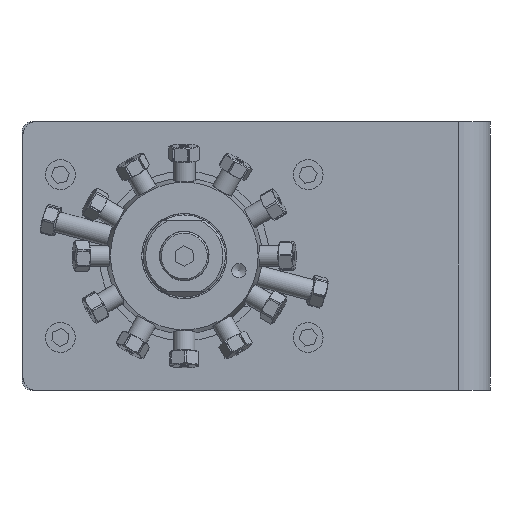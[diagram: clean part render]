
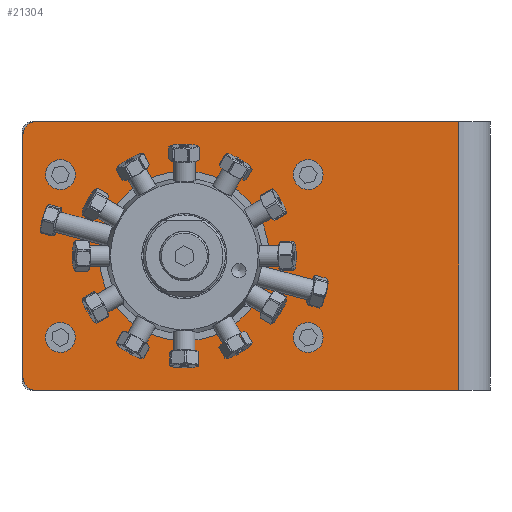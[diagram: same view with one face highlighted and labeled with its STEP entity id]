
A CAD part, left-side view. The second image highlights one B-rep face of the part: STEP entity #21304.
In plain terms, the highlighted planar face has unit normal (-1, 0, 0).
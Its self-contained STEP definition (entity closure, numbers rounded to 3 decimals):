
#20819=CARTESIAN_POINT('',(-91.75,70.593,-117.3));
#20820=VERTEX_POINT('',#20819);
#20821=CARTESIAN_POINT('',(-91.75,73.643,-114.25));
#20822=VERTEX_POINT('',#20821);
#20823=CARTESIAN_POINT('',(-91.75,70.593,-114.25));
#20824=DIRECTION('',(1.0,0.0,0.0));
#20825=DIRECTION('',(0.0,0.707,-0.707));
#20826=AXIS2_PLACEMENT_3D('',#20823,#20824,#20825);
#20827=CIRCLE('',#20826,3.05);
#20828=EDGE_CURVE('',#20820,#20822,#20827,.T.);
#20863=CARTESIAN_POINT('',(-91.75,73.643,-60.025));
#20864=VERTEX_POINT('',#20863);
#20878=CARTESIAN_POINT('',(-91.75,73.643,-60.025));
#20879=DIRECTION('',(0.0,0.0,-1.0));
#20880=VECTOR('',#20879,54.225);
#20881=LINE('',#20878,#20880);
#20882=EDGE_CURVE('',#20864,#20822,#20881,.T.);
#20892=CARTESIAN_POINT('',(-91.75,-24.147,-117.3));
#20893=VERTEX_POINT('',#20892);
#20903=CARTESIAN_POINT('',(-91.75,70.593,-117.3));
#20904=DIRECTION('',(0.0,-1.0,0.0));
#20905=VECTOR('',#20904,94.74);
#20906=LINE('',#20903,#20905);
#20907=EDGE_CURVE('',#20820,#20893,#20906,.T.);
#20948=CARTESIAN_POINT('',(-91.75,37.448,-68.1));
#20949=VERTEX_POINT('',#20948);
#20950=CARTESIAN_POINT('',(-91.75,37.448,-87.15));
#20951=DIRECTION('',(1.0,0.0,0.0));
#20952=DIRECTION('',(0.0,0.0,1.0));
#20953=AXIS2_PLACEMENT_3D('',#20950,#20951,#20952);
#20954=CIRCLE('',#20953,19.05);
#20955=EDGE_CURVE('',#20949,#20949,#20954,.T.);
#20976=CARTESIAN_POINT('',(-91.75,70.593,-56.975));
#20977=VERTEX_POINT('',#20976);
#20978=CARTESIAN_POINT('',(-91.75,70.593,-60.025));
#20979=DIRECTION('',(1.0,0.0,0.0));
#20980=DIRECTION('',(0.0,0.707,0.707));
#20981=AXIS2_PLACEMENT_3D('',#20978,#20979,#20980);
#20982=CIRCLE('',#20981,3.05);
#20983=EDGE_CURVE('',#20864,#20977,#20982,.T.);
#21232=CARTESIAN_POINT('',(-91.75,73.643,-56.975));
#21233=DIRECTION('',(-1.0,0.0,0.0));
#21234=DIRECTION('',(0.0,0.0,1.0));
#21235=AXIS2_PLACEMENT_3D('',#21232,#21233,#21234);
#21236=PLANE('',#21235);
#21237=CARTESIAN_POINT('',(-91.75,-24.147,-56.975));
#21238=VERTEX_POINT('',#21237);
#21239=CARTESIAN_POINT('',(-91.75,-24.147,-56.975));
#21240=DIRECTION('',(0.0,0.0,-1.0));
#21241=VECTOR('',#21240,60.325);
#21242=LINE('',#21239,#21241);
#21243=EDGE_CURVE('',#21238,#20893,#21242,.T.);
#21244=ORIENTED_EDGE('',*,*,#21243,.F.);
#21245=CARTESIAN_POINT('',(-91.75,70.593,-56.975));
#21246=DIRECTION('',(0.0,-1.0,0.0));
#21247=VECTOR('',#21246,94.74);
#21248=LINE('',#21245,#21247);
#21249=EDGE_CURVE('',#20977,#21238,#21248,.T.);
#21250=ORIENTED_EDGE('',*,*,#21249,.F.);
#21251=ORIENTED_EDGE('',*,*,#20983,.F.);
#21252=ORIENTED_EDGE('',*,*,#20882,.T.);
#21253=ORIENTED_EDGE('',*,*,#20828,.F.);
#21254=ORIENTED_EDGE('',*,*,#20907,.T.);
#21255=EDGE_LOOP('',(#21244,#21250,#21251,#21252,#21253,#21254));
#21256=FACE_OUTER_BOUND('',#21255,.T.);
#21257=ORIENTED_EDGE('',*,*,#20955,.T.);
#21258=EDGE_LOOP('',(#21257));
#21259=FACE_BOUND('',#21258,.T.);
#21260=CARTESIAN_POINT('',(-91.75,65.235,-103.19));
#21261=VERTEX_POINT('',#21260);
#21262=CARTESIAN_POINT('',(-91.75,65.235,-105.412));
#21263=DIRECTION('',(1.0,0.0,0.0));
#21264=DIRECTION('',(0.0,0.0,1.0));
#21265=AXIS2_PLACEMENT_3D('',#21262,#21263,#21264);
#21266=CIRCLE('',#21265,2.223);
#21267=EDGE_CURVE('',#21261,#21261,#21266,.T.);
#21268=ORIENTED_EDGE('',*,*,#21267,.T.);
#21269=EDGE_LOOP('',(#21268));
#21270=FACE_BOUND('',#21269,.T.);
#21271=CARTESIAN_POINT('',(-91.75,65.235,-66.665));
#21272=VERTEX_POINT('',#21271);
#21273=CARTESIAN_POINT('',(-91.75,65.235,-68.887));
#21274=DIRECTION('',(1.0,0.0,0.0));
#21275=DIRECTION('',(0.0,0.0,1.0));
#21276=AXIS2_PLACEMENT_3D('',#21273,#21274,#21275);
#21277=CIRCLE('',#21276,2.223);
#21278=EDGE_CURVE('',#21272,#21272,#21277,.T.);
#21279=ORIENTED_EDGE('',*,*,#21278,.T.);
#21280=EDGE_LOOP('',(#21279));
#21281=FACE_BOUND('',#21280,.T.);
#21282=CARTESIAN_POINT('',(-91.75,9.66,-66.665));
#21283=VERTEX_POINT('',#21282);
#21284=CARTESIAN_POINT('',(-91.75,9.66,-68.887));
#21285=DIRECTION('',(1.0,0.0,0.0));
#21286=DIRECTION('',(0.0,0.0,1.0));
#21287=AXIS2_PLACEMENT_3D('',#21284,#21285,#21286);
#21288=CIRCLE('',#21287,2.223);
#21289=EDGE_CURVE('',#21283,#21283,#21288,.T.);
#21290=ORIENTED_EDGE('',*,*,#21289,.T.);
#21291=EDGE_LOOP('',(#21290));
#21292=FACE_BOUND('',#21291,.T.);
#21293=CARTESIAN_POINT('',(-91.75,9.66,-103.19));
#21294=VERTEX_POINT('',#21293);
#21295=CARTESIAN_POINT('',(-91.75,9.66,-105.412));
#21296=DIRECTION('',(1.0,0.0,0.0));
#21297=DIRECTION('',(0.0,0.0,1.0));
#21298=AXIS2_PLACEMENT_3D('',#21295,#21296,#21297);
#21299=CIRCLE('',#21298,2.223);
#21300=EDGE_CURVE('',#21294,#21294,#21299,.T.);
#21301=ORIENTED_EDGE('',*,*,#21300,.T.);
#21302=EDGE_LOOP('',(#21301));
#21303=FACE_BOUND('',#21302,.T.);
#21304=ADVANCED_FACE('',(#21256,#21259,#21270,#21281,#21292,#21303),#21236,.T.);
